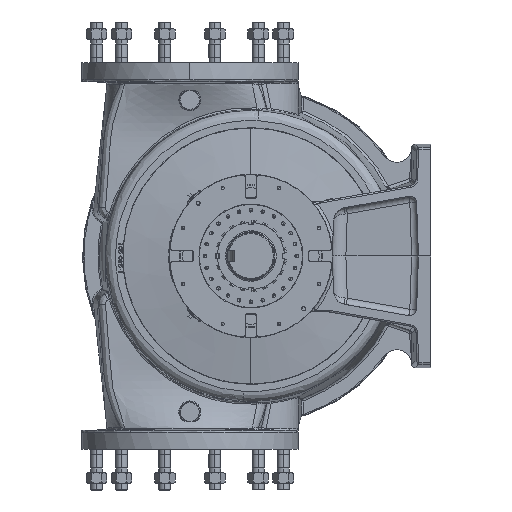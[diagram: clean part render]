
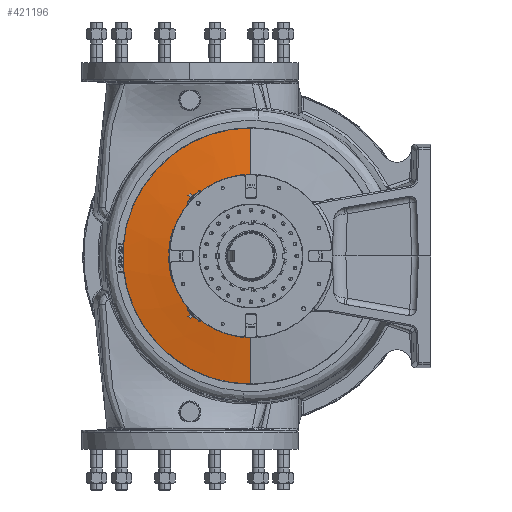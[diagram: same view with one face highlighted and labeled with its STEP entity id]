
A CAD part, left-side view. The second image highlights one B-rep face of the part: STEP entity #421196.
In plain terms, the highlighted conical face has half-angle 81.254 degrees and reference radius 151.676 mm.
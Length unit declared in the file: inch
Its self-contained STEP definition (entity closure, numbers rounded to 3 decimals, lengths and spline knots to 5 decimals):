
#2095 = DIRECTION ( 'NONE',  ( -1., 0., 0. ) ) ;
#2266 = CARTESIAN_POINT ( 'NONE',  ( -15.23516, 0., 5.97149 ) ) ;
#18154 = VERTEX_POINT ( 'NONE', #159575 ) ;
#19623 = AXIS2_PLACEMENT_3D ( 'NONE', #357106, #158552, #390275 ) ;
#26582 = DIRECTION ( 'NONE',  ( -1., 0., 0. ) ) ;
#61202 = DIRECTION ( 'NONE',  ( 0.152, 0., -0.988 ) ) ;
#75107 = CIRCLE ( 'NONE', #186324, 9.44093 ) ;
#81260 = CARTESIAN_POINT ( 'NONE',  ( -14.7014, 9.39217, -0.95831 ) ) ;
#96235 = EDGE_CURVE ( 'NONE', #128752, #130141, #307891, .T. ) ;
#113913 = CARTESIAN_POINT ( 'NONE',  ( -15.23516, 0., 5.97149 ) ) ;
#121707 = CARTESIAN_POINT ( 'NONE',  ( -14.7014, 0., -9.44093 ) ) ;
#128752 = VERTEX_POINT ( 'NONE', #2266 ) ;
#130141 = VERTEX_POINT ( 'NONE', #228276 ) ;
#133585 = AXIS2_PLACEMENT_3D ( 'NONE', #201162, #2095, #234599 ) ;
#138476 = DIRECTION ( 'NONE',  ( 0., 0., -1. ) ) ;
#140835 = VECTOR ( 'NONE', #61202, 39.37008 ) ;
#158552 = DIRECTION ( 'NONE',  ( -1., 0., 0. ) ) ;
#159538 = LINE ( 'NONE', #113913, #346269 ) ;
#159575 = CARTESIAN_POINT ( 'NONE',  ( -14.7014, 0., 9.44093 ) ) ;
#174045 = AXIS2_PLACEMENT_3D ( 'NONE', #426528, #203701, #138476 ) ;
#181362 = DIRECTION ( 'NONE',  ( -1., 0., 0. ) ) ;
#186324 = AXIS2_PLACEMENT_3D ( 'NONE', #225583, #26582, #259004 ) ;
#201162 = CARTESIAN_POINT ( 'NONE',  ( -14.7014, 0., 0. ) ) ;
#203701 = DIRECTION ( 'NONE',  ( 1., 0., 0. ) ) ;
#217161 = ORIENTED_EDGE ( 'NONE', *, *, #358754, .F. ) ;
#217277 = EDGE_CURVE ( 'NONE', #18154, #338071, #314908, .T. ) ;
#224564 = CIRCLE ( 'NONE', #19623, 5.97149 ) ;
#225583 = CARTESIAN_POINT ( 'NONE',  ( -14.7014, 0., 0. ) ) ;
#228276 = CARTESIAN_POINT ( 'NONE',  ( -15.23516, 5.93933, -0.6189 ) ) ;
#229175 = LINE ( 'NONE', #293539, #140835 ) ;
#231950 = ORIENTED_EDGE ( 'NONE', *, *, #402923, .F. ) ;
#234599 = DIRECTION ( 'NONE',  ( 0., -0.995, 0.102 ) ) ;
#246394 = FACE_OUTER_BOUND ( 'NONE', #415443, .T. ) ;
#252030 = ORIENTED_EDGE ( 'NONE', *, *, #306295, .T. ) ;
#253867 = ORIENTED_EDGE ( 'NONE', *, *, #217277, .T. ) ;
#259004 = DIRECTION ( 'NONE',  ( 0., -0.995, 0.102 ) ) ;
#266706 = AXIS2_PLACEMENT_3D ( 'NONE', #379698, #181362, #412861 ) ;
#269584 = ORIENTED_EDGE ( 'NONE', *, *, #350550, .T. ) ;
#272767 = ORIENTED_EDGE ( 'NONE', *, *, #96235, .F. ) ;
#280059 = VERTEX_POINT ( 'NONE', #324382 ) ;
#293539 = CARTESIAN_POINT ( 'NONE',  ( -15.23516, 0., -5.97149 ) ) ;
#306295 = EDGE_CURVE ( 'NONE', #338071, #419709, #75107, .T. ) ;
#307891 = CIRCLE ( 'NONE', #266706, 5.97149 ) ;
#314908 = CIRCLE ( 'NONE', #133585, 9.44093 ) ;
#324382 = CARTESIAN_POINT ( 'NONE',  ( -15.23516, 0., -5.97149 ) ) ;
#338071 = VERTEX_POINT ( 'NONE', #81260 ) ;
#346269 = VECTOR ( 'NONE', #378987, 39.37008 ) ;
#350550 = EDGE_CURVE ( 'NONE', #128752, #18154, #159538, .T. ) ;
#357106 = CARTESIAN_POINT ( 'NONE',  ( -15.23516, 0., 0. ) ) ;
#358754 = EDGE_CURVE ( 'NONE', #130141, #280059, #224564, .T. ) ;
#370448 = CONICAL_SURFACE ( 'NONE', #174045, 5.97149, 1.418 ) ;
#378987 = DIRECTION ( 'NONE',  ( 0.152, 0., 0.988 ) ) ;
#379698 = CARTESIAN_POINT ( 'NONE',  ( -15.23516, 0., 0. ) ) ;
#390275 = DIRECTION ( 'NONE',  ( 0., -0.058, -0.998 ) ) ;
#402923 = EDGE_CURVE ( 'NONE', #280059, #419709, #229175, .T. ) ;
#412861 = DIRECTION ( 'NONE',  ( 0., -0.058, -0.998 ) ) ;
#415443 = EDGE_LOOP ( 'NONE', ( #272767, #269584, #253867, #252030, #231950, #217161 ) ) ;
#419709 = VERTEX_POINT ( 'NONE', #121707 ) ;
#421196 = ADVANCED_FACE ( 'NONE', ( #246394 ), #370448, .T. ) ;
#426528 = CARTESIAN_POINT ( 'NONE',  ( -15.23516, 0., 0. ) ) ;
